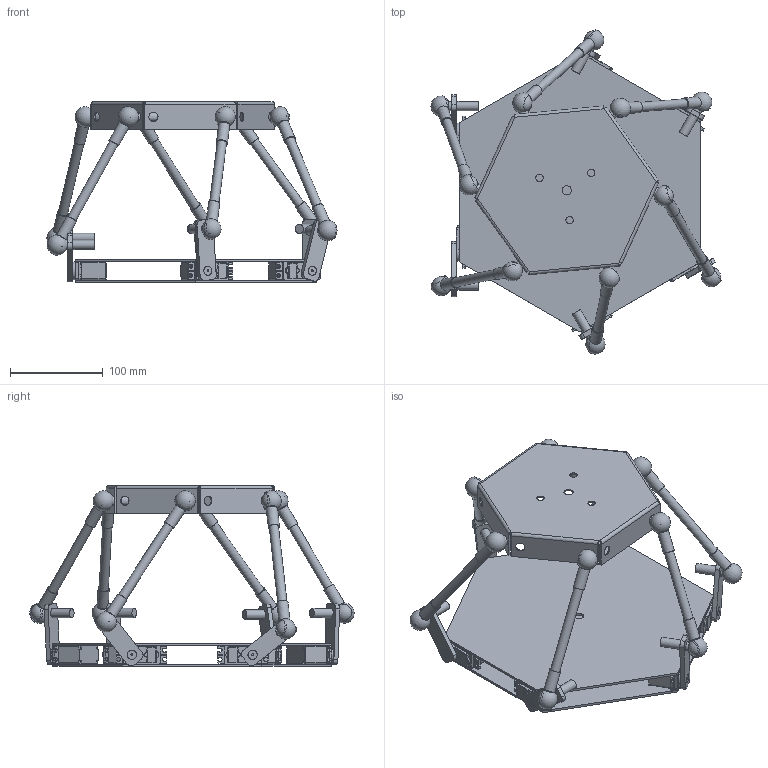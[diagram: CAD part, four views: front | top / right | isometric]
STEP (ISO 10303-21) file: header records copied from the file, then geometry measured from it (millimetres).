
FILE_DESCRIPTION(/* description */ (''),/* implementation_level */ '2;1');
FILE_NAME(/* name */ 'Assemby 3.stp',/* time_stamp */ '2022-06-30T23:08:19+03:00',/* author */ ('earls'),/* organization */ (''),/* preprocessor_version */ 'ST-DEVELOPER v19',/* originating_system */ 'Autodesk Inventor 2023',/* authorisation */ '');
FILE_SCHEMA (('AUTOMOTIVE_DESIGN { 1 0 10303 214 3 1 1 }'));
Length unit declared in the file: millimetre
Products named in the file (9): Assemby 3; Stewart Assembly; FeeTech FS5109M Metal Gear Servo Outer volume; Bottom plate 2.5mm; Servo arm; Moving platform; Part1; Part2; Rod qty-6
Assembly tree (46 placements, depth 3):
  Assemby 3
    Stewart Assembly
      Bottom plate 2.5mm  x2
      FeeTech FS5109M Metal Gear Servo Outer volume  x6
      Servo arm  x6
    Moving platform
    Part2  x12
    Part1  x12
    Rod qty-6  x6
Bounding box: 312.32 x 349.2 x 194.69 mm (x, y, z)
Volume: 696395.1 mm3; surface area: 498732 mm2
Topology: 45 solids, 45 shells, 977 faces, 2511 edges, 1660 vertices
Faces by surface type: plane 604, cylinder 325, sphere 48
Full cylindrical faces by diameter (mm): 2 x6, 7 x6, 8 x3, 9.8 x6, 9.9 x6, 10 x44, 10.1 x12, 12 x12, 12.9 x6, 18 x12
Entity records: 7352 total; most frequent: DIRECTION 1277, CARTESIAN_POINT 1189, ORIENTED_EDGE 1110, EDGE_CURVE 555, AXIS2_PLACEMENT_3D 444, LINE 389, VECTOR 389, VERTEX_POINT 355
